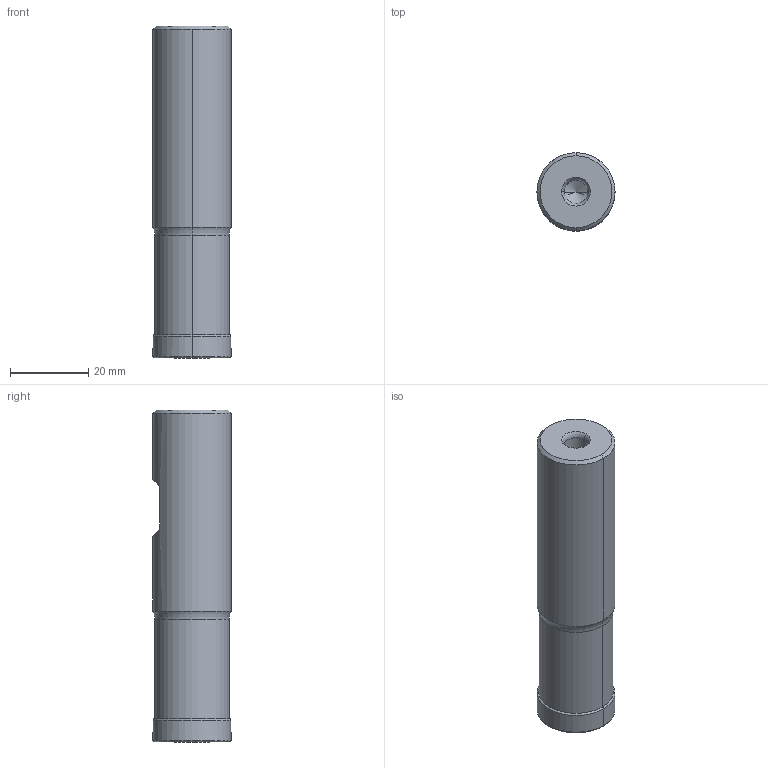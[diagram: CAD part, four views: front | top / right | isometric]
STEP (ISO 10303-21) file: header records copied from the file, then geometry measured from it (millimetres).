
FILE_DESCRIPTION((''),'2;1');
FILE_NAME('15C1D020035W4R01','2015-11-07T',('vitt'),(''),'PRO/ENGINEER BY PARAMETRIC TECHNOLOGY CORPORATION, 2011490','PRO/ENGINEER BY PARAMETRIC TECHNOLOGY CORPORATION, 2011490','');
FILE_SCHEMA(('AUTOMOTIVE_DESIGN { 1 2 10303 214 0 1 1 1 }'));
Length unit declared in the file: millimetre
Products named in the file (3): NOCUT; CUT; 15C1D020035W4R01
Assembly tree (2 placements, depth 2):
  15C1D020035W4R01
    NOCUT
    CUT
Bounding box: 20 x 20 x 85 mm (x, y, z)
Volume: 25464.9 mm3; surface area: 7740.3 mm2
Topology: 2 solids, 2 shells, 44 faces, 100 edges, 65 vertices
Faces by surface type: revolution 16, cone 10, cylinder 8, torus 6, plane 4
Entity records: 2697 total; most frequent: CARTESIAN_POINT 1221, DIRECTION 226, ORIENTED_EDGE 182, PRESENTATION_STYLE_ASSIGNMENT 104, STYLED_ITEM 104, CURVE_STYLE 102, AXIS2_PLACEMENT_3D 91, EDGE_CURVE 91
